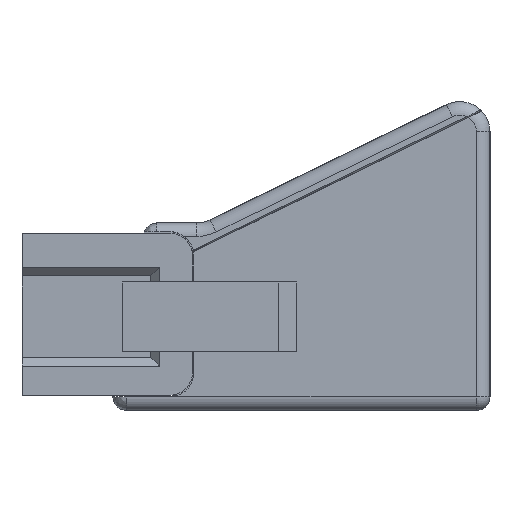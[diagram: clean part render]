
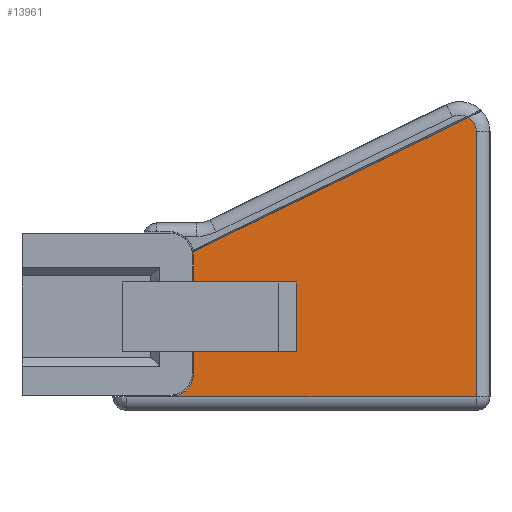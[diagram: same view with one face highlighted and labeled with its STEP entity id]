
A CAD part, left-side view. The second image highlights one B-rep face of the part: STEP entity #13961.
In plain terms, the highlighted planar face has unit normal (-1, 0, 0).
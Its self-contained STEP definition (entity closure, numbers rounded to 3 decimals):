
#332=FACE_BOUND('',#2428,.T.);
#697=CIRCLE('',#15110,2.21);
#703=CIRCLE('',#15118,0.01);
#712=CIRCLE('',#15133,3.2);
#713=CIRCLE('',#15134,3.2);
#1563=FACE_OUTER_BOUND('',#2427,.T.);
#2427=EDGE_LOOP('',(#12068,#12069,#12070,#12071,#12072,#12073,#12074,#12075,
#12076));
#2428=EDGE_LOOP('',(#12077,#12078,#12079,#12080));
#3469=LINE('',#22613,#4921);
#3782=LINE('',#23406,#5234);
#3798=LINE('',#23447,#5250);
#3799=LINE('',#23451,#5251);
#3802=LINE('',#23497,#5254);
#3803=LINE('',#23500,#5255);
#3804=LINE('',#23502,#5256);
#3805=LINE('',#23504,#5257);
#3806=LINE('',#23505,#5258);
#4921=VECTOR('',#17855,10.);
#5234=VECTOR('',#18516,10.);
#5250=VECTOR('',#18554,10.);
#5251=VECTOR('',#18559,10.);
#5254=VECTOR('',#18598,10.);
#5255=VECTOR('',#18601,10.);
#5256=VECTOR('',#18602,10.);
#5257=VECTOR('',#18603,10.);
#5258=VECTOR('',#18604,10.);
#6303=VERTEX_POINT('',#22609);
#6305=VERTEX_POINT('',#22612);
#6575=VERTEX_POINT('',#23403);
#6576=VERTEX_POINT('',#23405);
#6588=VERTEX_POINT('',#23436);
#6589=VERTEX_POINT('',#23440);
#6591=VERTEX_POINT('',#23449);
#6592=VERTEX_POINT('',#23461);
#6597=VERTEX_POINT('',#23494);
#6598=VERTEX_POINT('',#23496);
#6599=VERTEX_POINT('',#23498);
#6600=VERTEX_POINT('',#23501);
#6601=VERTEX_POINT('',#23503);
#8061=EDGE_CURVE('',#6305,#6303,#3469,.T.);
#8445=EDGE_CURVE('',#6576,#6575,#3782,.T.);
#8463=EDGE_CURVE('',#6305,#6589,#697,.T.);
#8467=EDGE_CURVE('',#6589,#6588,#3798,.T.);
#8469=EDGE_CURVE('',#6588,#6591,#3799,.T.);
#8472=EDGE_CURVE('',#6591,#6592,#703,.T.);
#8483=EDGE_CURVE('',#6597,#6303,#712,.T.);
#8484=EDGE_CURVE('',#6598,#6597,#3802,.T.);
#8485=EDGE_CURVE('',#6599,#6598,#713,.T.);
#8486=EDGE_CURVE('',#6592,#6599,#3803,.T.);
#8487=EDGE_CURVE('',#6575,#6600,#3804,.T.);
#8488=EDGE_CURVE('',#6600,#6601,#3805,.T.);
#8489=EDGE_CURVE('',#6601,#6576,#3806,.T.);
#12068=ORIENTED_EDGE('',*,*,#8061,.T.);
#12069=ORIENTED_EDGE('',*,*,#8483,.F.);
#12070=ORIENTED_EDGE('',*,*,#8484,.F.);
#12071=ORIENTED_EDGE('',*,*,#8485,.F.);
#12072=ORIENTED_EDGE('',*,*,#8486,.F.);
#12073=ORIENTED_EDGE('',*,*,#8472,.F.);
#12074=ORIENTED_EDGE('',*,*,#8469,.F.);
#12075=ORIENTED_EDGE('',*,*,#8467,.F.);
#12076=ORIENTED_EDGE('',*,*,#8463,.F.);
#12077=ORIENTED_EDGE('',*,*,#8487,.T.);
#12078=ORIENTED_EDGE('',*,*,#8488,.T.);
#12079=ORIENTED_EDGE('',*,*,#8489,.T.);
#12080=ORIENTED_EDGE('',*,*,#8445,.T.);
#13195=PLANE('',#15132);
#13961=ADVANCED_FACE('',(#1563,#332),#13195,.T.);
#15110=AXIS2_PLACEMENT_3D('',#23441,#18545,#18546);
#15118=AXIS2_PLACEMENT_3D('',#23465,#18564,#18565);
#15132=AXIS2_PLACEMENT_3D('',#23493,#18594,#18595);
#15133=AXIS2_PLACEMENT_3D('',#23495,#18596,#18597);
#15134=AXIS2_PLACEMENT_3D('',#23499,#18599,#18600);
#17855=DIRECTION('',(0.,0.899,-0.438));
#18516=DIRECTION('',(0.,-1.,0.));
#18545=DIRECTION('center_axis',(1.,0.,0.));
#18546=DIRECTION('ref_axis',(0.,-0.53,0.848));
#18554=DIRECTION('',(0.,0.,-1.));
#18559=DIRECTION('',(0.,1.,0.));
#18564=DIRECTION('center_axis',(1.,0.,0.));
#18565=DIRECTION('ref_axis',(0.,0.707,-0.707));
#18594=DIRECTION('center_axis',(-1.,0.,0.));
#18595=DIRECTION('ref_axis',(0.,0.,1.));
#18596=DIRECTION('center_axis',(-1.,0.,0.));
#18597=DIRECTION('ref_axis',(0.,0.,1.));
#18598=DIRECTION('',(0.,0.,1.));
#18599=DIRECTION('center_axis',(-1.,0.,0.));
#18600=DIRECTION('ref_axis',(0.,-1.,0.));
#18601=DIRECTION('',(0.,-1.,0.));
#18602=DIRECTION('',(0.,0.,-1.));
#18603=DIRECTION('',(0.,1.,0.));
#18604=DIRECTION('',(0.,0.,1.));
#22609=CARTESIAN_POINT('',(-120.4,-0.646,18.984));
#22612=CARTESIAN_POINT('',(-120.4,-36.942,36.687));
#22613=CARTESIAN_POINT('',(-120.4,-2.716,19.994));
#23403=CARTESIAN_POINT('',(-120.4,-14.267,14.96));
#23405=CARTESIAN_POINT('',(-120.4,-6.267,14.96));
#23406=CARTESIAN_POINT('',(-120.4,0.616,14.96));
#23436=CARTESIAN_POINT('',(-120.4,-38.01,-0.21));
#23440=CARTESIAN_POINT('',(-120.4,-38.01,34.795));
#23441=CARTESIAN_POINT('Origin',(-120.4,-35.8,34.795));
#23447=CARTESIAN_POINT('',(-120.4,-38.01,4.19));
#23449=CARTESIAN_POINT('',(-120.4,8.2,-0.21));
#23451=CARTESIAN_POINT('',(-120.4,6.1,-0.21));
#23461=CARTESIAN_POINT('',(-120.4,8.21,-0.2));
#23465=CARTESIAN_POINT('Origin',(-120.4,8.2,-0.2));
#23493=CARTESIAN_POINT('Origin',(-120.4,4.,10.38));
#23494=CARTESIAN_POINT('',(-120.4,-0.7,18.4));
#23495=CARTESIAN_POINT('Origin',(-120.4,2.5,18.4));
#23496=CARTESIAN_POINT('',(-120.4,-0.7,3.));
#23497=CARTESIAN_POINT('',(-120.4,-0.7,14.39));
#23498=CARTESIAN_POINT('',(-120.4,2.5,-0.2));
#23499=CARTESIAN_POINT('Origin',(-120.4,2.5,3.));
#23500=CARTESIAN_POINT('',(-120.4,3.25,-0.2));
#23501=CARTESIAN_POINT('',(-120.4,-14.267,5.8));
#23502=CARTESIAN_POINT('',(-120.4,-14.267,8.09));
#23503=CARTESIAN_POINT('',(-120.4,-6.267,5.8));
#23504=CARTESIAN_POINT('',(-120.4,0.616,5.8));
#23505=CARTESIAN_POINT('',(-120.4,-6.267,8.09));
